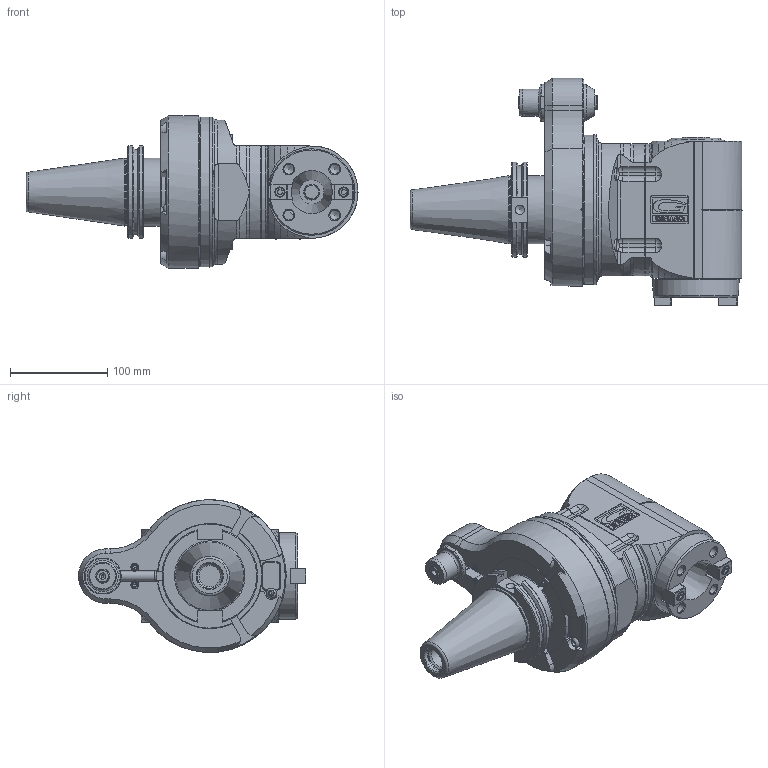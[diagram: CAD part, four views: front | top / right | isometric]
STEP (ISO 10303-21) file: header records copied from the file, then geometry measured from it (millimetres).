
FILE_DESCRIPTION(/* description */ (''),/* implementation_level */ '2;1');
FILE_NAME(/* name */ '9.F90.S4000-7C50.stp',/* time_stamp */ '2024-06-07T10:52:40-04:00',/* author */ ('jkrenzer'),/* organization */ (''),/* preprocessor_version */ 'ST-DEVELOPER v18.1',/* originating_system */ 'Autodesk Inventor 2022',/* authorisation */ '');
FILE_SCHEMA (('AUTOMOTIVE_DESIGN { 1 0 10303 214 3 1 1 }'));
Products named in the file (6): 9.F90.S4000-7C50; 9_GA3_451_2_3C50; 9FL3ATC; 9CT503ATC; 9F28T300; 9_F90_S4000
Assembly tree (5 placements, depth 3):
  9.F90.S4000-7C50
    9_GA3_451_2_3C50
      9FL3ATC
      9CT503ATC
      9F28T300
    9_F90_S4000
Bounding box: 341.1 x 233.5 x 156.86 mm (x, y, z)
Volume: 471713.1 mm3; surface area: 349874 mm2
Topology: 5 solids, 7 shells, 866 faces, 2411 edges, 1595 vertices
Faces by surface type: plane 378, cylinder 232, cone 194, torus 35, sphere 20, bspline 7
Full cylindrical faces by diameter (mm): 2.5 x3, 3.2 x6, 4.2 x3, 5 x1, 5.3 x2, 6 x2, 6.5 x3, 6.75 x4, 8 x6, 8.5 x4, 9.525 x1, 10 x3, 10.25 x4, 10.5 x21, 12 x1, 12.5 x1, 13 x4, 13.4 x2, 13.5 x4, 14 x3, 14.5 x1, 16 x1, 16.5 x1, 17 x1, 21.963 x1, 23 x1, 23.5 x1, 25.3 x1, 26.187 x1, 26.8 x1
Entity records: 42521 total; most frequent: CARTESIAN_POINT 19504, ORIENTED_EDGE 4684, DIRECTION 4511, EDGE_CURVE 2348, AXIS2_PLACEMENT_3D 1644, VERTEX_POINT 1595, LINE 1223, VECTOR 1223
